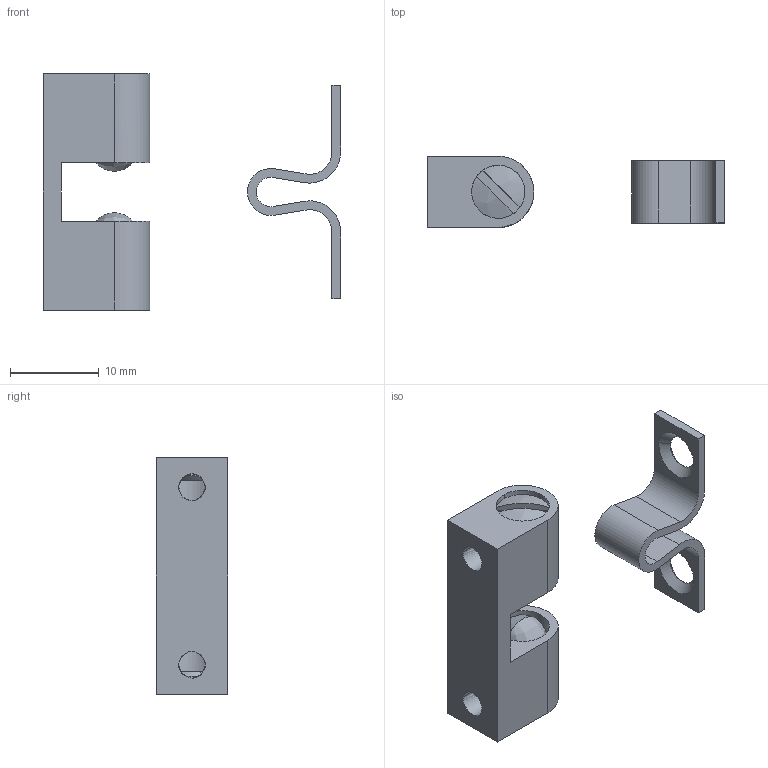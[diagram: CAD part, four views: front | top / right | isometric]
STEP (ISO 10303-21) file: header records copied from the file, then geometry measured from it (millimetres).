
FILE_DESCRIPTION((''),'2;1');
FILE_NAME('','2005-07-15T17:07:34',(''),(''),'','CADfix','');
FILE_SCHEMA(('AUTOMOTIVE_DESIGN'));
Length unit declared in the file: millimetre
Products named in the file (7): screw_mr; screw; keeper; housing; ball_mr; ball; TL_60_1_15661_36
Assembly tree (6 placements, depth 2):
  TL_60_1_15661_36
    screw_mr
    screw
    keeper
    housing
    ball_mr
    ball
Bounding box: 33.5 x 8 x 26.6 mm (x, y, z)
Volume: 1786.4 mm3; surface area: 2529.7 mm2
Topology: 6 solids, 6 shells, 68 faces, 206 edges, 150 vertices
Faces by surface type: bspline 68
Entity records: 3009 total; most frequent: CARTESIAN_POINT 1691, ORIENTED_EDGE 412, EDGE_CURVE 206, VERTEX_POINT 150, QUASI_UNIFORM_CURVE 92, EDGE_LOOP 80, FACE_OUTER_BOUND 68, ADVANCED_FACE 68
